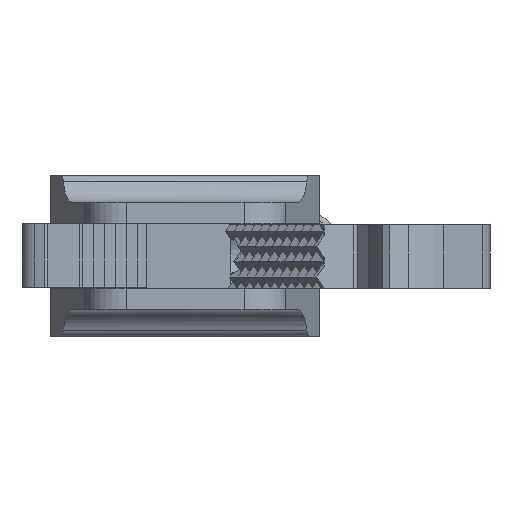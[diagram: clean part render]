
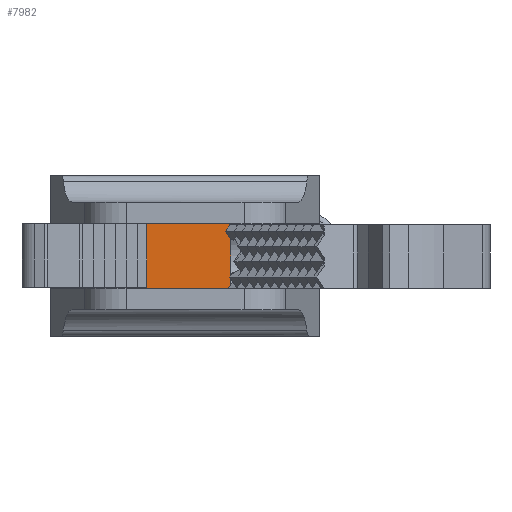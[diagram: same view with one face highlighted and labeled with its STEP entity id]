
A CAD part, left-side view. The second image highlights one B-rep face of the part: STEP entity #7982.
In plain terms, the highlighted planar face has unit normal (-1, 0, 0).
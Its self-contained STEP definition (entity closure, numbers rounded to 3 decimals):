
#293 = AXIS2_PLACEMENT_3D ( 'NONE', #11766, #7727, #17238 ) ;
#1147 = EDGE_CURVE ( 'NONE', #13440, #14855, #12787, .T. ) ;
#1331 = EDGE_CURVE ( 'NONE', #13440, #5137, #11147, .T. ) ;
#2146 = LINE ( 'NONE', #10368, #9367 ) ;
#2257 = DIRECTION ( 'NONE',  ( 0., -1., 0. ) ) ;
#2395 = VECTOR ( 'NONE', #11288, 1000. ) ;
#3659 = CARTESIAN_POINT ( 'NONE',  ( -22., -4.231, -3. ) ) ;
#4036 = DIRECTION ( 'NONE',  ( 0., 1., 0. ) ) ;
#4541 = CARTESIAN_POINT ( 'NONE',  ( -22., 4.231, 0. ) ) ;
#4716 = CARTESIAN_POINT ( 'NONE',  ( -22., -9.2, 3. ) ) ;
#4812 = CARTESIAN_POINT ( 'NONE',  ( -22., 4.231, 3. ) ) ;
#4899 = CARTESIAN_POINT ( 'NONE',  ( -22., -4.231, 0. ) ) ;
#4951 = ORIENTED_EDGE ( 'NONE', *, *, #12660, .F. ) ;
#5137 = VERTEX_POINT ( 'NONE', #4812 ) ;
#5217 = EDGE_CURVE ( 'NONE', #13100, #14855, #2146, .T. ) ;
#5437 = CARTESIAN_POINT ( 'NONE',  ( -22., 4.231, -3. ) ) ;
#5587 = LINE ( 'NONE', #4541, #2395 ) ;
#7727 = DIRECTION ( 'NONE',  ( -1., 0., 0. ) ) ;
#7763 = CARTESIAN_POINT ( 'NONE',  ( -22., -4.231, 3. ) ) ;
#7982 = ADVANCED_FACE ( 'NONE', ( #16274 ), #15846, .T. ) ;
#8104 = EDGE_LOOP ( 'NONE', ( #10085, #4951, #17605, #15761 ) ) ;
#9367 = VECTOR ( 'NONE', #2257, 1000. ) ;
#10085 = ORIENTED_EDGE ( 'NONE', *, *, #1331, .T. ) ;
#10368 = CARTESIAN_POINT ( 'NONE',  ( -22., -9.2, -3. ) ) ;
#11147 = LINE ( 'NONE', #4716, #13836 ) ;
#11288 = DIRECTION ( 'NONE',  ( 0., 0., 1. ) ) ;
#11766 = CARTESIAN_POINT ( 'NONE',  ( -22., 0., 0. ) ) ;
#12606 = DIRECTION ( 'NONE',  ( 0., 0., -1. ) ) ;
#12660 = EDGE_CURVE ( 'NONE', #13100, #5137, #5587, .T. ) ;
#12787 = LINE ( 'NONE', #4899, #16021 ) ;
#13100 = VERTEX_POINT ( 'NONE', #5437 ) ;
#13440 = VERTEX_POINT ( 'NONE', #7763 ) ;
#13836 = VECTOR ( 'NONE', #4036, 1000. ) ;
#14855 = VERTEX_POINT ( 'NONE', #3659 ) ;
#15761 = ORIENTED_EDGE ( 'NONE', *, *, #1147, .F. ) ;
#15846 = PLANE ( 'NONE',  #293 ) ;
#16021 = VECTOR ( 'NONE', #12606, 1000. ) ;
#16274 = FACE_OUTER_BOUND ( 'NONE', #8104, .T. ) ;
#17238 = DIRECTION ( 'NONE',  ( 0., 0., 1. ) ) ;
#17605 = ORIENTED_EDGE ( 'NONE', *, *, #5217, .T. ) ;
